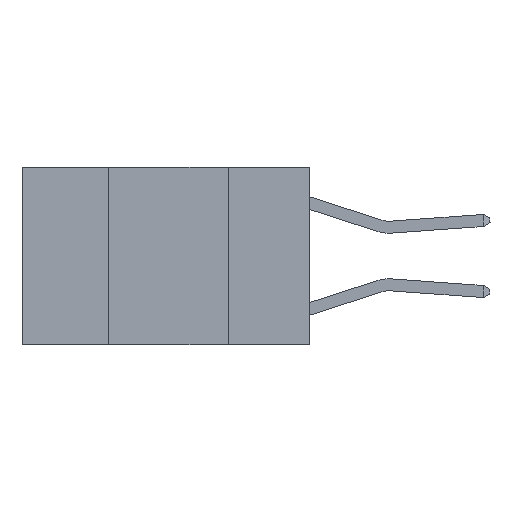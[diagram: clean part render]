
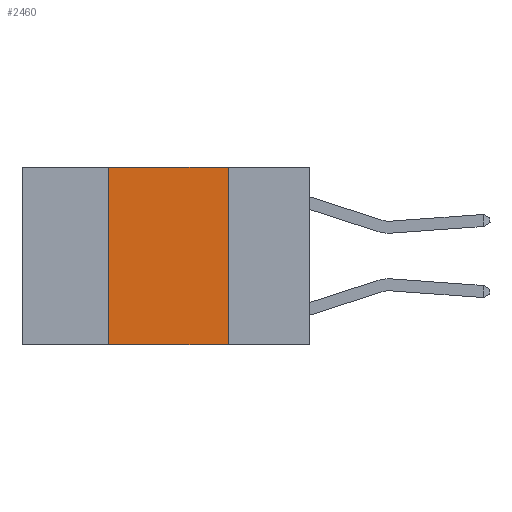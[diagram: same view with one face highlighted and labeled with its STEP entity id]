
A CAD part, left-side view. The second image highlights one B-rep face of the part: STEP entity #2460.
In plain terms, the highlighted planar face has unit normal (-1, 0, 0).
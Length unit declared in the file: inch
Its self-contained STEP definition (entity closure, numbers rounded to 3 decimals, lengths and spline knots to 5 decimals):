
#51 = VERTEX_POINT ( 'NONE', #9693 ) ;
#430 = DIRECTION ( 'NONE',  ( 0., 0., 1. ) ) ;
#920 = CARTESIAN_POINT ( 'NONE',  ( 0., 0.17, -0.37 ) ) ;
#1381 = LINE ( 'NONE', #10307, #8368 ) ;
#2460 = ADVANCED_FACE ( 'NONE', ( #4643 ), #9842, .F. ) ;
#2795 = DIRECTION ( 'NONE',  ( 0., -1., 0. ) ) ;
#2993 = VECTOR ( 'NONE', #10377, 39.37008 ) ;
#3001 = ORIENTED_EDGE ( 'NONE', *, *, #8712, .F. ) ;
#3303 = CARTESIAN_POINT ( 'NONE',  ( 0., 0.6, -0.37 ) ) ;
#3677 = VECTOR ( 'NONE', #2795, 39.37008 ) ;
#3792 = CARTESIAN_POINT ( 'NONE',  ( 0., 0.6, 0. ) ) ;
#3793 = EDGE_LOOP ( 'NONE', ( #3001, #5664, #5600, #4299 ) ) ;
#4299 = ORIENTED_EDGE ( 'NONE', *, *, #8759, .T. ) ;
#4643 = FACE_OUTER_BOUND ( 'NONE', #3793, .T. ) ;
#4752 = AXIS2_PLACEMENT_3D ( 'NONE', #9703, #10987, #9655 ) ;
#5089 = DIRECTION ( 'NONE',  ( 0., 0., -1. ) ) ;
#5410 = VERTEX_POINT ( 'NONE', #9555 ) ;
#5484 = CARTESIAN_POINT ( 'NONE',  ( 0., 0.17, 0. ) ) ;
#5600 = ORIENTED_EDGE ( 'NONE', *, *, #8730, .F. ) ;
#5664 = ORIENTED_EDGE ( 'NONE', *, *, #6068, .F. ) ;
#6068 = EDGE_CURVE ( 'NONE', #51, #6631, #8415, .T. ) ;
#6631 = VERTEX_POINT ( 'NONE', #5484 ) ;
#8084 = VECTOR ( 'NONE', #430, 39.37008 ) ;
#8368 = VECTOR ( 'NONE', #5089, 39.37008 ) ;
#8415 = LINE ( 'NONE', #3792, #3677 ) ;
#8712 = EDGE_CURVE ( 'NONE', #6631, #10016, #1381, .T. ) ;
#8730 = EDGE_CURVE ( 'NONE', #5410, #51, #10368, .T. ) ;
#8759 = EDGE_CURVE ( 'NONE', #5410, #10016, #10633, .T. ) ;
#9555 = CARTESIAN_POINT ( 'NONE',  ( 0., 0.42, -0.37 ) ) ;
#9655 = DIRECTION ( 'NONE',  ( 0., 0., -1. ) ) ;
#9693 = CARTESIAN_POINT ( 'NONE',  ( 0., 0.42, 0. ) ) ;
#9703 = CARTESIAN_POINT ( 'NONE',  ( 0., 0.6, 0. ) ) ;
#9842 = PLANE ( 'NONE',  #4752 ) ;
#10016 = VERTEX_POINT ( 'NONE', #920 ) ;
#10307 = CARTESIAN_POINT ( 'NONE',  ( 0., 0.17, 0. ) ) ;
#10342 = CARTESIAN_POINT ( 'NONE',  ( 0., 0.42, 0. ) ) ;
#10368 = LINE ( 'NONE', #10342, #8084 ) ;
#10377 = DIRECTION ( 'NONE',  ( 0., -1., 0. ) ) ;
#10633 = LINE ( 'NONE', #3303, #2993 ) ;
#10987 = DIRECTION ( 'NONE',  ( 1., 0., 0. ) ) ;
